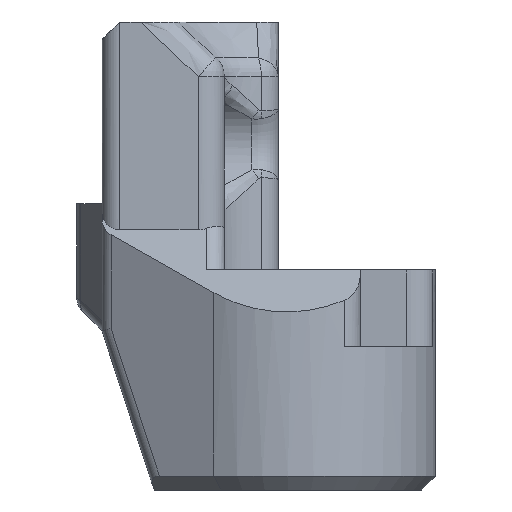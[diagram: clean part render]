
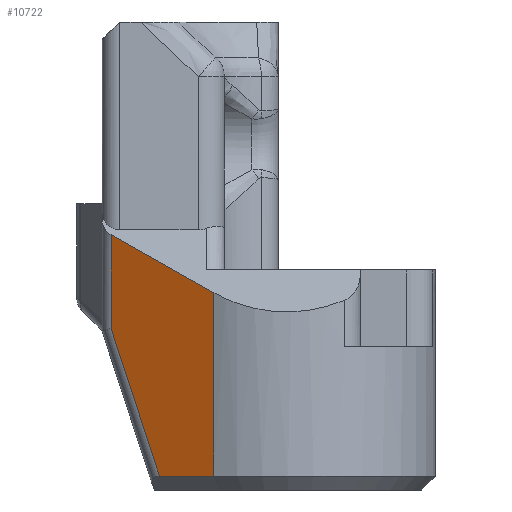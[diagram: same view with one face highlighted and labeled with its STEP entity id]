
A CAD part, front view. The second image highlights one B-rep face of the part: STEP entity #10722.
In plain terms, the highlighted planar face has unit normal (-0.491, -0.871, 0).
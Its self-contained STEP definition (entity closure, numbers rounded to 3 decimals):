
#962 = PLANE('',#963);
#963 = AXIS2_PLACEMENT_3D('',#964,#965,#966);
#964 = CARTESIAN_POINT('',(17.525,5.8,10.5));
#965 = DIRECTION('',(0.,0.707,-0.707)
  );
#966 = DIRECTION('',(0.,-0.707,-0.707)
  );
#1371 = CYLINDRICAL_SURFACE('',#1372,1.);
#1372 = AXIS2_PLACEMENT_3D('',#1373,#1374,#1375);
#1373 = CARTESIAN_POINT('',(1.713,5.11,-2.052
    ));
#1374 = DIRECTION('',(0.306,-0.173,-0.936));
#1375 = DIRECTION('',(-0.841,-0.509,-0.182));
#1398 = CYLINDRICAL_SURFACE('',#1399,1.);
#1399 = AXIS2_PLACEMENT_3D('',#1400,#1401,#1402);
#1400 = CARTESIAN_POINT('',(-0.55,6.385,-4.4));
#1401 = DIRECTION('',(0.,0.,1.));
#1402 = DIRECTION('',(-0.863,-0.505,
    0.));
#1590 = VERTEX_POINT('',#1591);
#1591 = CARTESIAN_POINT('',(4.854,2.194,-3.6)
  );
#1606 = CYLINDRICAL_SURFACE('',#1607,8.5);
#1607 = AXIS2_PLACEMENT_3D('',#1608,#1609,#1610);
#1608 = CARTESIAN_POINT('',(9.025,9.6,-4.4));
#1609 = DIRECTION('',(0.,0.,1.));
#1610 = DIRECTION('',(-0.491,-0.871,
    0.));
#1634 = PLANE('',#1635);
#1635 = AXIS2_PLACEMENT_3D('',#1636,#1637,#1638);
#1636 = CARTESIAN_POINT('',(-1.344,6.143,
    -4.));
#1637 = DIRECTION('',(-0.347,-0.616,-0.707));
#1638 = DIRECTION('',(-0.898,0.,0.441)
  );
#1804 = EDGE_CURVE('',#1590,#1805,#1807,.T.);
#1805 = VERTEX_POINT('',#1806);
#1806 = CARTESIAN_POINT('',(1.729,3.954,
    -3.6));
#1807 = SURFACE_CURVE('',#1808,(#1812,#1819),.PCURVE_S1.);
#1808 = LINE('',#1809,#1810);
#1809 = CARTESIAN_POINT('',(-1.54,5.795,
    -3.6));
#1810 = VECTOR('',#1811,1.);
#1811 = DIRECTION('',(-0.871,0.491,0.)
  );
#1812 = PCURVE('',#1634,#1813);
#1813 = DEFINITIONAL_REPRESENTATION('',(#1814),#1818);
#1814 = LINE('',#1815,#1816);
#1815 = CARTESIAN_POINT('',(0.352,-0.443));
#1816 = VECTOR('',#1817,1.);
#1817 = DIRECTION('',(0.782,0.623));
#1818 = ( GEOMETRIC_REPRESENTATION_CONTEXT(2) 
PARAMETRIC_REPRESENTATION_CONTEXT() REPRESENTATION_CONTEXT('2D SPACE',''
  ) );
#1819 = PCURVE('',#1820,#1825);
#1820 = PLANE('',#1821);
#1821 = AXIS2_PLACEMENT_3D('',#1822,#1823,#1824);
#1822 = CARTESIAN_POINT('',(-1.55,5.8,-4.4));
#1823 = DIRECTION('',(-0.491,-0.871,
    0.));
#1824 = DIRECTION('',(0.871,-0.491,0.
    ));
#1825 = DEFINITIONAL_REPRESENTATION('',(#1826),#1830);
#1826 = LINE('',#1827,#1828);
#1827 = CARTESIAN_POINT('',(0.011,0.8));
#1828 = VECTOR('',#1829,1.);
#1829 = DIRECTION('',(-1.,0.));
#1830 = ( GEOMETRIC_REPRESENTATION_CONTEXT(2) 
PARAMETRIC_REPRESENTATION_CONTEXT() REPRESENTATION_CONTEXT('2D SPACE',''
  ) );
#2634 = EDGE_CURVE('',#1805,#2635,#2637,.T.);
#2635 = VERTEX_POINT('',#2636);
#2636 = CARTESIAN_POINT('',(-1.041,5.513,4.86)
  );
#2637 = SURFACE_CURVE('',#2638,(#2642,#2649),.PCURVE_S1.);
#2638 = LINE('',#2639,#2640);
#2639 = CARTESIAN_POINT('',(1.222,4.239,-2.052
    ));
#2640 = VECTOR('',#2641,1.);
#2641 = DIRECTION('',(-0.306,0.173,0.936));
#2642 = PCURVE('',#1371,#2643);
#2643 = DEFINITIONAL_REPRESENTATION('',(#2644),#2648);
#2644 = LINE('',#2645,#2646);
#2645 = CARTESIAN_POINT('',(5.74,0.));
#2646 = VECTOR('',#2647,1.);
#2647 = DIRECTION('',(0.,-1.));
#2648 = ( GEOMETRIC_REPRESENTATION_CONTEXT(2) 
PARAMETRIC_REPRESENTATION_CONTEXT() REPRESENTATION_CONTEXT('2D SPACE',''
  ) );
#2649 = PCURVE('',#1820,#2650);
#2650 = DEFINITIONAL_REPRESENTATION('',(#2651),#2655);
#2651 = LINE('',#2652,#2653);
#2652 = CARTESIAN_POINT('',(3.181,2.348));
#2653 = VECTOR('',#2654,1.);
#2654 = DIRECTION('',(-0.352,0.936));
#2655 = ( GEOMETRIC_REPRESENTATION_CONTEXT(2) 
PARAMETRIC_REPRESENTATION_CONTEXT() REPRESENTATION_CONTEXT('2D SPACE',''
  ) );
#7193 = EDGE_CURVE('',#2635,#7194,#7196,.T.);
#7194 = VERTEX_POINT('',#7195);
#7195 = CARTESIAN_POINT('',(-1.041,5.513,
    10.213));
#7196 = SURFACE_CURVE('',#7197,(#7201,#7208),.PCURVE_S1.);
#7197 = LINE('',#7198,#7199);
#7198 = CARTESIAN_POINT('',(-1.041,5.513,
    -4.4));
#7199 = VECTOR('',#7200,1.);
#7200 = DIRECTION('',(0.,0.,1.));
#7201 = PCURVE('',#1398,#7202);
#7202 = DEFINITIONAL_REPRESENTATION('',(#7203),#7207);
#7203 = LINE('',#7204,#7205);
#7204 = CARTESIAN_POINT('',(0.529,0.));
#7205 = VECTOR('',#7206,1.);
#7206 = DIRECTION('',(0.,1.));
#7207 = ( GEOMETRIC_REPRESENTATION_CONTEXT(2) 
PARAMETRIC_REPRESENTATION_CONTEXT() REPRESENTATION_CONTEXT('2D SPACE',''
  ) );
#7208 = PCURVE('',#1820,#7209);
#7209 = DEFINITIONAL_REPRESENTATION('',(#7210),#7214);
#7210 = LINE('',#7211,#7212);
#7211 = CARTESIAN_POINT('',(0.585,0.));
#7212 = VECTOR('',#7213,1.);
#7213 = DIRECTION('',(0.,1.));
#7214 = ( GEOMETRIC_REPRESENTATION_CONTEXT(2) 
PARAMETRIC_REPRESENTATION_CONTEXT() REPRESENTATION_CONTEXT('2D SPACE',''
  ) );
#9825 = EDGE_CURVE('',#9826,#7194,#9828,.T.);
#9826 = VERTEX_POINT('',#9827);
#9827 = CARTESIAN_POINT('',(4.854,2.194,6.894)
  );
#9828 = SURFACE_CURVE('',#9829,(#9833,#9840),.PCURVE_S1.);
#9829 = LINE('',#9830,#9831);
#9830 = CARTESIAN_POINT('',(6.853,1.068,5.768
    ));
#9831 = VECTOR('',#9832,1.);
#9832 = DIRECTION('',(-0.782,0.441,0.441));
#9833 = PCURVE('',#962,#9834);
#9834 = DEFINITIONAL_REPRESENTATION('',(#9835),#9839);
#9835 = LINE('',#9836,#9837);
#9836 = CARTESIAN_POINT('',(6.692,10.672));
#9837 = VECTOR('',#9838,1.);
#9838 = DIRECTION('',(-0.623,0.782));
#9839 = ( GEOMETRIC_REPRESENTATION_CONTEXT(2) 
PARAMETRIC_REPRESENTATION_CONTEXT() REPRESENTATION_CONTEXT('2D SPACE',''
  ) );
#9840 = PCURVE('',#1820,#9841);
#9841 = DEFINITIONAL_REPRESENTATION('',(#9842),#9846);
#9842 = LINE('',#9843,#9844);
#9843 = CARTESIAN_POINT('',(9.644,10.168));
#9844 = VECTOR('',#9845,1.);
#9845 = DIRECTION('',(-0.898,0.441));
#9846 = ( GEOMETRIC_REPRESENTATION_CONTEXT(2) 
PARAMETRIC_REPRESENTATION_CONTEXT() REPRESENTATION_CONTEXT('2D SPACE',''
  ) );
#10722 = ADVANCED_FACE('',(#10723),#1820,.T.);
#10723 = FACE_BOUND('',#10724,.T.);
#10724 = EDGE_LOOP('',(#10725,#10726,#10747,#10748,#10749));
#10725 = ORIENTED_EDGE('',*,*,#1804,.F.);
#10726 = ORIENTED_EDGE('',*,*,#10727,.T.);
#10727 = EDGE_CURVE('',#1590,#9826,#10728,.T.);
#10728 = SURFACE_CURVE('',#10729,(#10733,#10740),.PCURVE_S1.);
#10729 = LINE('',#10730,#10731);
#10730 = CARTESIAN_POINT('',(4.854,2.194,-4.4
    ));
#10731 = VECTOR('',#10732,1.);
#10732 = DIRECTION('',(0.,0.,1.));
#10733 = PCURVE('',#1820,#10734);
#10734 = DEFINITIONAL_REPRESENTATION('',(#10735),#10739);
#10735 = LINE('',#10736,#10737);
#10736 = CARTESIAN_POINT('',(7.35,0.));
#10737 = VECTOR('',#10738,1.);
#10738 = DIRECTION('',(0.,1.));
#10739 = ( GEOMETRIC_REPRESENTATION_CONTEXT(2) 
PARAMETRIC_REPRESENTATION_CONTEXT() REPRESENTATION_CONTEXT('2D SPACE',''
  ) );
#10740 = PCURVE('',#1606,#10741);
#10741 = DEFINITIONAL_REPRESENTATION('',(#10742),#10746);
#10742 = LINE('',#10743,#10744);
#10743 = CARTESIAN_POINT('',(0.,0.));
#10744 = VECTOR('',#10745,1.);
#10745 = DIRECTION('',(0.,1.));
#10746 = ( GEOMETRIC_REPRESENTATION_CONTEXT(2) 
PARAMETRIC_REPRESENTATION_CONTEXT() REPRESENTATION_CONTEXT('2D SPACE',''
  ) );
#10747 = ORIENTED_EDGE('',*,*,#9825,.T.);
#10748 = ORIENTED_EDGE('',*,*,#7193,.F.);
#10749 = ORIENTED_EDGE('',*,*,#2634,.F.);
